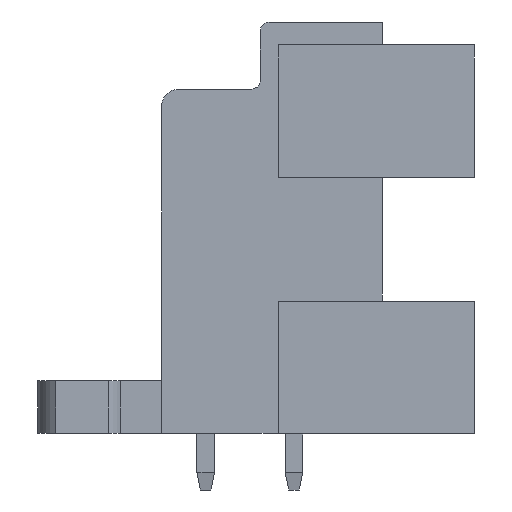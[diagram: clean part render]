
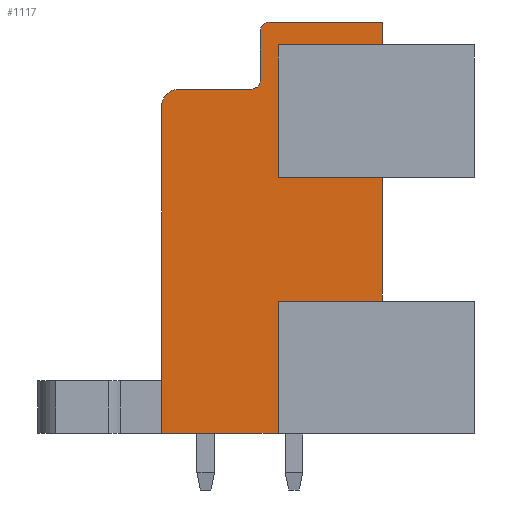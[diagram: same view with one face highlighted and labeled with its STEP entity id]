
A CAD part, left-side view. The second image highlights one B-rep face of the part: STEP entity #1117.
In plain terms, the highlighted planar face has unit normal (-1, 0, 0).
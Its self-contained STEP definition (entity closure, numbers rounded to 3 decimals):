
#105=AXIS2_PLACEMENT_3D('Plane Axis2P3D',#102,#103,#104) ;
#886=AXIS2_PLACEMENT_3D('Circle Axis2P3D',#884,#885,$) ;
#934=AXIS2_PLACEMENT_3D('Circle Axis2P3D',#932,#933,$) ;
#982=AXIS2_PLACEMENT_3D('Circle Axis2P3D',#980,#981,$) ;
#36=CARTESIAN_POINT('Line Origine',(0.7,11.1,6.95)) ;
#40=CARTESIAN_POINT('Vertex',(0.7,11.1,10.7)) ;
#42=CARTESIAN_POINT('Vertex',(0.7,11.1,3.2)) ;
#102=CARTESIAN_POINT('Axis2P3D Location',(0.7,0.,0.)) ;
#142=CARTESIAN_POINT('Line Origine',(0.7,11.1,21.45)) ;
#146=CARTESIAN_POINT('Vertex',(0.7,11.1,25.2)) ;
#148=CARTESIAN_POINT('Vertex',(0.7,11.1,17.7)) ;
#590=CARTESIAN_POINT('Vertex',(0.7,5.2,17.7)) ;
#593=CARTESIAN_POINT('Line Origine',(0.7,5.2,14.2)) ;
#597=CARTESIAN_POINT('Vertex',(0.7,5.2,10.7)) ;
#826=CARTESIAN_POINT('Vertex',(0.7,5.2,26.5)) ;
#829=CARTESIAN_POINT('Line Origine',(0.7,5.2,25.85)) ;
#833=CARTESIAN_POINT('Vertex',(0.7,5.2,25.2)) ;
#857=CARTESIAN_POINT('Vertex',(0.7,11.6,26.5)) ;
#860=CARTESIAN_POINT('Line Origine',(0.7,8.4,26.5)) ;
#881=CARTESIAN_POINT('Vertex',(0.7,12.1,26.)) ;
#884=CARTESIAN_POINT('Axis2P3D Location',(0.7,11.6,26.)) ;
#905=CARTESIAN_POINT('Vertex',(0.7,12.1,23.2)) ;
#908=CARTESIAN_POINT('Line Origine',(0.7,12.1,24.6)) ;
#929=CARTESIAN_POINT('Vertex',(0.7,12.6,22.7)) ;
#932=CARTESIAN_POINT('Axis2P3D Location',(0.7,12.6,23.2)) ;
#953=CARTESIAN_POINT('Vertex',(0.7,16.7,22.7)) ;
#956=CARTESIAN_POINT('Line Origine',(0.7,14.65,22.7)) ;
#977=CARTESIAN_POINT('Vertex',(0.7,17.7,21.7)) ;
#980=CARTESIAN_POINT('Axis2P3D Location',(0.7,16.7,21.7)) ;
#1031=CARTESIAN_POINT('Vertex',(0.7,17.7,3.2)) ;
#1034=CARTESIAN_POINT('Line Origine',(0.7,17.7,12.45)) ;
#1080=CARTESIAN_POINT('Line Origine',(0.7,8.15,17.7)) ;
#1085=CARTESIAN_POINT('Line Origine',(0.7,8.15,25.2)) ;
#1090=CARTESIAN_POINT('Line Origine',(0.7,14.4,3.2)) ;
#1095=CARTESIAN_POINT('Line Origine',(0.7,8.15,10.7)) ;
#37=DIRECTION('Vector Direction',(0.,0.,1.)) ;
#103=DIRECTION('Axis2P3D Direction',(-1.,0.,0.)) ;
#104=DIRECTION('Axis2P3D XDirection',(0.,-1.,0.)) ;
#143=DIRECTION('Vector Direction',(0.,0.,1.)) ;
#594=DIRECTION('Vector Direction',(0.,0.,-1.)) ;
#830=DIRECTION('Vector Direction',(0.,0.,-1.)) ;
#861=DIRECTION('Vector Direction',(0.,-1.,0.)) ;
#885=DIRECTION('Axis2P3D Direction',(-1.,0.,0.)) ;
#909=DIRECTION('Vector Direction',(0.,0.,1.)) ;
#933=DIRECTION('Axis2P3D Direction',(-1.,0.,0.)) ;
#957=DIRECTION('Vector Direction',(0.,-1.,0.)) ;
#981=DIRECTION('Axis2P3D Direction',(-1.,0.,0.)) ;
#1035=DIRECTION('Vector Direction',(0.,0.,1.)) ;
#1081=DIRECTION('Vector Direction',(0.,1.,0.)) ;
#1086=DIRECTION('Vector Direction',(0.,-1.,0.)) ;
#1091=DIRECTION('Vector Direction',(0.,1.,0.)) ;
#1096=DIRECTION('Vector Direction',(0.,-1.,0.)) ;
#38=VECTOR('Line Direction',#37,1.) ;
#144=VECTOR('Line Direction',#143,1.) ;
#595=VECTOR('Line Direction',#594,1.) ;
#831=VECTOR('Line Direction',#830,1.) ;
#862=VECTOR('Line Direction',#861,1.) ;
#910=VECTOR('Line Direction',#909,1.) ;
#958=VECTOR('Line Direction',#957,1.) ;
#1036=VECTOR('Line Direction',#1035,1.) ;
#1082=VECTOR('Line Direction',#1081,1.) ;
#1087=VECTOR('Line Direction',#1086,1.) ;
#1092=VECTOR('Line Direction',#1091,1.) ;
#1097=VECTOR('Line Direction',#1096,1.) ;
#1101=ORIENTED_EDGE('',*,*,#1084,.F.) ;
#1102=ORIENTED_EDGE('',*,*,#150,.F.) ;
#1103=ORIENTED_EDGE('',*,*,#1089,.F.) ;
#1104=ORIENTED_EDGE('',*,*,#835,.T.) ;
#1105=ORIENTED_EDGE('',*,*,#864,.T.) ;
#1106=ORIENTED_EDGE('',*,*,#888,.T.) ;
#1107=ORIENTED_EDGE('',*,*,#912,.T.) ;
#1108=ORIENTED_EDGE('',*,*,#936,.T.) ;
#1109=ORIENTED_EDGE('',*,*,#960,.T.) ;
#1110=ORIENTED_EDGE('',*,*,#984,.T.) ;
#1111=ORIENTED_EDGE('',*,*,#1038,.T.) ;
#1112=ORIENTED_EDGE('',*,*,#1094,.T.) ;
#1113=ORIENTED_EDGE('',*,*,#44,.F.) ;
#1114=ORIENTED_EDGE('',*,*,#1099,.F.) ;
#1115=ORIENTED_EDGE('',*,*,#599,.T.) ;
#1117=ADVANCED_FACE('Housing',(#1116),#106,.T.) ;
#887=CIRCLE('generated circle',#886,0.5) ;
#935=CIRCLE('generated circle',#934,0.5) ;
#983=CIRCLE('generated circle',#982,1.) ;
#44=EDGE_CURVE('',#41,#43,#39,.F.) ;
#150=EDGE_CURVE('',#147,#149,#145,.F.) ;
#599=EDGE_CURVE('',#598,#591,#596,.F.) ;
#835=EDGE_CURVE('',#834,#827,#832,.F.) ;
#864=EDGE_CURVE('',#827,#858,#863,.F.) ;
#888=EDGE_CURVE('',#858,#882,#887,.T.) ;
#912=EDGE_CURVE('',#882,#906,#911,.F.) ;
#936=EDGE_CURVE('',#906,#930,#935,.F.) ;
#960=EDGE_CURVE('',#930,#954,#959,.F.) ;
#984=EDGE_CURVE('',#954,#978,#983,.T.) ;
#1038=EDGE_CURVE('',#978,#1032,#1037,.F.) ;
#1084=EDGE_CURVE('',#149,#591,#1083,.F.) ;
#1089=EDGE_CURVE('',#834,#147,#1088,.F.) ;
#1094=EDGE_CURVE('',#1032,#43,#1093,.F.) ;
#1099=EDGE_CURVE('',#598,#41,#1098,.F.) ;
#1100=EDGE_LOOP('',(#1101,#1102,#1103,#1104,#1105,#1106,#1107,#1108,#1109,#1110,#1111,#1112,#1113,#1114,#1115)) ;
#1116=FACE_OUTER_BOUND('',#1100,.T.) ;
#39=LINE('Line',#36,#38) ;
#145=LINE('Line',#142,#144) ;
#596=LINE('Line',#593,#595) ;
#832=LINE('Line',#829,#831) ;
#863=LINE('Line',#860,#862) ;
#911=LINE('Line',#908,#910) ;
#959=LINE('Line',#956,#958) ;
#1037=LINE('Line',#1034,#1036) ;
#1083=LINE('Line',#1080,#1082) ;
#1088=LINE('Line',#1085,#1087) ;
#1093=LINE('Line',#1090,#1092) ;
#1098=LINE('Line',#1095,#1097) ;
#106=PLANE('',#105) ;
#41=VERTEX_POINT('',#40) ;
#43=VERTEX_POINT('',#42) ;
#147=VERTEX_POINT('',#146) ;
#149=VERTEX_POINT('',#148) ;
#591=VERTEX_POINT('',#590) ;
#598=VERTEX_POINT('',#597) ;
#827=VERTEX_POINT('',#826) ;
#834=VERTEX_POINT('',#833) ;
#858=VERTEX_POINT('',#857) ;
#882=VERTEX_POINT('',#881) ;
#906=VERTEX_POINT('',#905) ;
#930=VERTEX_POINT('',#929) ;
#954=VERTEX_POINT('',#953) ;
#978=VERTEX_POINT('',#977) ;
#1032=VERTEX_POINT('',#1031) ;
